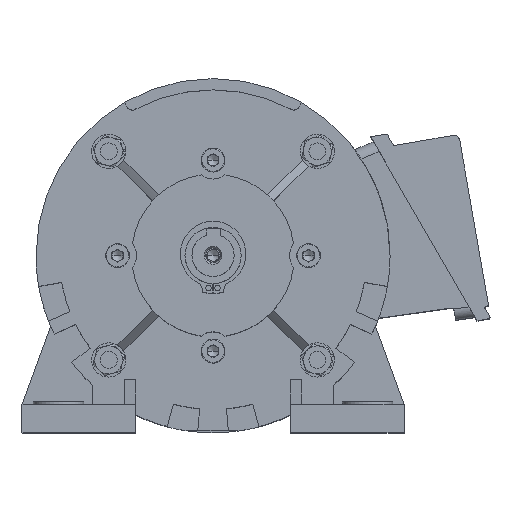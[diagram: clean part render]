
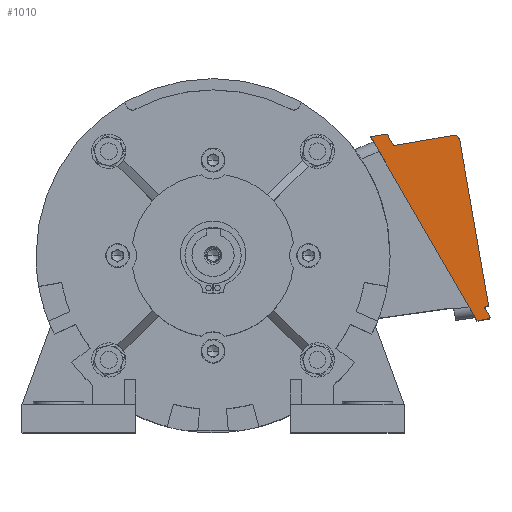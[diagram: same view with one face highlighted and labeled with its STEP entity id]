
A CAD part, top view. The second image highlights one B-rep face of the part: STEP entity #1010.
In plain terms, the highlighted planar face has unit normal (0, 0, 1).
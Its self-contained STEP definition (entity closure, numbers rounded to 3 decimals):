
#793 = ORIENTED_EDGE ( 'NONE', *, *, #9345, .F. ) ;
#838 = ORIENTED_EDGE ( 'NONE', *, *, #9334, .T. ) ;
#845 = ORIENTED_EDGE ( 'NONE', *, *, #846, .F. ) ;
#846 = EDGE_CURVE ( 'NONE', #1019, #901, #12135, .T. ) ;
#849 = ORIENTED_EDGE ( 'NONE', *, *, #906, .T. ) ;
#894 = ORIENTED_EDGE ( 'NONE', *, *, #11276, .F. ) ;
#896 = ORIENTED_EDGE ( 'NONE', *, *, #11322, .T. ) ;
#898 = ORIENTED_EDGE ( 'NONE', *, *, #9385, .T. ) ;
#901 = VERTEX_POINT ( 'NONE', #12303 ) ;
#903 = ORIENTED_EDGE ( 'NONE', *, *, #11105, .T. ) ;
#905 = ORIENTED_EDGE ( 'NONE', *, *, #11316, .T. ) ;
#906 = EDGE_CURVE ( 'NONE', #1019, #11118, #12171, .T. ) ;
#909 = EDGE_LOOP ( 'NONE', ( #991, #793, #903, #905, #1009, #990, #838, #913, #914, #915, #1062, #845, #849, #894, #896, #898 ) ) ;
#913 = ORIENTED_EDGE ( 'NONE', *, *, #11131, .T. ) ;
#914 = ORIENTED_EDGE ( 'NONE', *, *, #11116, .T. ) ;
#915 = ORIENTED_EDGE ( 'NONE', *, *, #3078, .T. ) ;
#990 = ORIENTED_EDGE ( 'NONE', *, *, #3278, .T. ) ;
#991 = ORIENTED_EDGE ( 'NONE', *, *, #8808, .F. ) ;
#1009 = ORIENTED_EDGE ( 'NONE', *, *, #11328, .T. ) ;
#1010 = ADVANCED_FACE ( 'NONE', ( #12378 ), #12377, .T. ) ;
#1019 = VERTEX_POINT ( 'NONE', #12349 ) ;
#1025 = EDGE_CURVE ( 'NONE', #901, #3079, #12405, .T. ) ;
#1062 = ORIENTED_EDGE ( 'NONE', *, *, #1025, .F. ) ;
#3078 = EDGE_CURVE ( 'NONE', #3080, #3079, #18219, .T. ) ;
#3079 = VERTEX_POINT ( 'NONE', #18214 ) ;
#3080 = VERTEX_POINT ( 'NONE', #18213 ) ;
#3211 = VERTEX_POINT ( 'NONE', #18510 ) ;
#3219 = VERTEX_POINT ( 'NONE', #18504 ) ;
#3278 = EDGE_CURVE ( 'NONE', #3211, #3219, #18623, .T. ) ;
#4438 = CARTESIAN_POINT ( 'NONE',  ( 87.771, 41.227, 42. ) ) ;
#4439 = DIRECTION ( 'NONE',  ( -0.172, 0.985, 0. ) ) ;
#4456 = CARTESIAN_POINT ( 'NONE',  ( 85.457, 42.853, 42. ) ) ;
#4485 = VECTOR ( 'NONE', #4439, 1000. ) ;
#4486 = CARTESIAN_POINT ( 'NONE',  ( 98., -17.387, 42. ) ) ;
#4487 = LINE ( 'NONE', #4486, #4485 ) ;
#4523 = DIRECTION ( 'NONE',  ( -0.5, 0.866, 0. ) ) ;
#4524 = VECTOR ( 'NONE', #4523, 1000. ) ;
#4525 = CARTESIAN_POINT ( 'NONE',  ( 64.107, 39.46, 42. ) ) ;
#4526 = LINE ( 'NONE', #4525, #4524 ) ;
#4528 = DIRECTION ( 'NONE',  ( 0., 1., 0. ) ) ;
#4529 = DIRECTION ( 'NONE',  ( 0., 0., 1. ) ) ;
#4530 = CARTESIAN_POINT ( 'NONE',  ( 61.627, 42.755, 42. ) ) ;
#4531 = AXIS2_PLACEMENT_3D ( 'NONE', #4530, #4529, #4528 ) ;
#4532 = CIRCLE ( 'NONE', #4531, 0.5 ) ;
#4548 = CARTESIAN_POINT ( 'NONE',  ( 98.155, -22.436, 42. ) ) ;
#4549 = CARTESIAN_POINT ( 'NONE',  ( 62.06, 43.005, 42. ) ) ;
#4572 = CARTESIAN_POINT ( 'NONE',  ( 98.502, -21.693, 42. ) ) ;
#4573 = DIRECTION ( 'NONE',  ( 0., -1., 0. ) ) ;
#4574 = DIRECTION ( 'NONE',  ( 0., 0., -1. ) ) ;
#4575 = CARTESIAN_POINT ( 'NONE',  ( 98.069, -21.943, 42. ) ) ;
#4576 = AXIS2_PLACEMENT_3D ( 'NONE', #4575, #4574, #4573 ) ;
#4577 = CIRCLE ( 'NONE', #4576, 0.5 ) ;
#4635 = DIRECTION ( 'NONE',  ( -0.5, 0.866, 0. ) ) ;
#4636 = VECTOR ( 'NONE', #4635, 1000. ) ;
#4637 = CARTESIAN_POINT ( 'NONE',  ( 98.502, -21.693, 42. ) ) ;
#4638 = LINE ( 'NONE', #4637, #4636 ) ;
#4640 = DIRECTION ( 'NONE',  ( 0., -1., 0. ) ) ;
#4641 = DIRECTION ( 'NONE',  ( 0., 0., 1. ) ) ;
#4642 = CARTESIAN_POINT ( 'NONE',  ( 85.801, 40.883, 42. ) ) ;
#4643 = AXIS2_PLACEMENT_3D ( 'NONE', #4642, #4641, #4640 ) ;
#4644 = CIRCLE ( 'NONE', #4643, 2. ) ;
#4682 = DIRECTION ( 'NONE',  ( -0.985, -0.172, 0. ) ) ;
#4683 = VECTOR ( 'NONE', #4682, 1000. ) ;
#4684 = CARTESIAN_POINT ( 'NONE',  ( 85.457, 42.853, 42. ) ) ;
#4685 = LINE ( 'NONE', #4684, #4683 ) ;
#7092 = CARTESIAN_POINT ( 'NONE',  ( 97.168, -18.04, 42. ) ) ;
#7093 = DIRECTION ( 'NONE',  ( -0.985, -0.172, 0. ) ) ;
#7094 = VECTOR ( 'NONE', #7093, 1000. ) ;
#7095 = CARTESIAN_POINT ( 'NONE',  ( 96.463, -18.163, 42. ) ) ;
#7096 = LINE ( 'NONE', #7095, #7094 ) ;
#8808 = EDGE_CURVE ( 'NONE', #9087, #8811, #7096, .T. ) ;
#8811 = VERTEX_POINT ( 'NONE', #7092 ) ;
#9087 = VERTEX_POINT ( 'NONE', #12873 ) ;
#9160 = VERTEX_POINT ( 'NONE', #13128 ) ;
#9334 = EDGE_CURVE ( 'NONE', #3219, #9372, #13662, .T. ) ;
#9336 = VERTEX_POINT ( 'NONE', #13666 ) ;
#9345 = EDGE_CURVE ( 'NONE', #9336, #9087, #13642, .T. ) ;
#9372 = VERTEX_POINT ( 'NONE', #13785 ) ;
#9385 = EDGE_CURVE ( 'NONE', #9160, #8811, #13718, .T. ) ;
#11103 = VERTEX_POINT ( 'NONE', #4456 ) ;
#11105 = EDGE_CURVE ( 'NONE', #9336, #11109, #4487, .T. ) ;
#11109 = VERTEX_POINT ( 'NONE', #4438 ) ;
#11116 = EDGE_CURVE ( 'NONE', #11117, #3080, #4532, .T. ) ;
#11117 = VERTEX_POINT ( 'NONE', #4549 ) ;
#11118 = VERTEX_POINT ( 'NONE', #4548 ) ;
#11131 = EDGE_CURVE ( 'NONE', #9372, #11117, #4526, .T. ) ;
#11276 = EDGE_CURVE ( 'NONE', #11279, #11118, #4577, .T. ) ;
#11279 = VERTEX_POINT ( 'NONE', #4572 ) ;
#11316 = EDGE_CURVE ( 'NONE', #11109, #11103, #4644, .T. ) ;
#11322 = EDGE_CURVE ( 'NONE', #11279, #9160, #4638, .T. ) ;
#11328 = EDGE_CURVE ( 'NONE', #11103, #3211, #4685, .T. ) ;
#12132 = DIRECTION ( 'NONE',  ( -0.5, 0.866, 0. ) ) ;
#12133 = VECTOR ( 'NONE', #12132, 1000. ) ;
#12134 = CARTESIAN_POINT ( 'NONE',  ( 93.934, -23.172, 42. ) ) ;
#12135 = LINE ( 'NONE', #12134, #12133 ) ;
#12168 = DIRECTION ( 'NONE',  ( 0.985, 0.172, 0. ) ) ;
#12169 = VECTOR ( 'NONE', #12168, 1000. ) ;
#12170 = CARTESIAN_POINT ( 'NONE',  ( 93.934, -23.172, 42. ) ) ;
#12171 = LINE ( 'NONE', #12170, #12169 ) ;
#12303 = CARTESIAN_POINT ( 'NONE',  ( 56.115, 42.301, 42. ) ) ;
#12349 = CARTESIAN_POINT ( 'NONE',  ( 93.934, -23.172, 42. ) ) ;
#12357 = DIRECTION ( 'NONE',  ( 1., 0., 0. ) ) ;
#12358 = DIRECTION ( 'NONE',  ( 0., 0., 1. ) ) ;
#12359 = CARTESIAN_POINT ( 'NONE',  ( 86.653, 47.63, 42. ) ) ;
#12376 = AXIS2_PLACEMENT_3D ( 'NONE', #12359, #12358, #12357 ) ;
#12377 = PLANE ( 'NONE',  #12376 ) ;
#12378 = FACE_OUTER_BOUND ( 'NONE', #909, .T. ) ;
#12402 = DIRECTION ( 'NONE',  ( 0.985, 0.172, 0. ) ) ;
#12403 = VECTOR ( 'NONE', #12402, 1000. ) ;
#12404 = CARTESIAN_POINT ( 'NONE',  ( 86.653, 47.63, 42. ) ) ;
#12405 = LINE ( 'NONE', #12404, #12403 ) ;
#12873 = CARTESIAN_POINT ( 'NONE',  ( 97.593, -17.966, 42. ) ) ;
#13128 = CARTESIAN_POINT ( 'NONE',  ( 96.821, -18.783, 42. ) ) ;
#13639 = DIRECTION ( 'NONE',  ( 0., -1., 0. ) ) ;
#13640 = DIRECTION ( 'NONE',  ( 0., 0., -1. ) ) ;
#13641 = AXIS2_PLACEMENT_3D ( 'NONE', #13646, #13640, #13639 ) ;
#13642 = CIRCLE ( 'NONE', #13641, 0.5 ) ;
#13646 = CARTESIAN_POINT ( 'NONE',  ( 97.507, -17.473, 42. ) ) ;
#13659 = DIRECTION ( 'NONE',  ( 0., 0., -1. ) ) ;
#13660 = CARTESIAN_POINT ( 'NONE',  ( 64.54, 39.711, 42. ) ) ;
#13661 = AXIS2_PLACEMENT_3D ( 'NONE', #13660, #13659, #13667 ) ;
#13662 = CIRCLE ( 'NONE', #13661, 0.5 ) ;
#13666 = CARTESIAN_POINT ( 'NONE',  ( 98., -17.387, 42. ) ) ;
#13667 = DIRECTION ( 'NONE',  ( 0., -1., 0. ) ) ;
#13718 = CIRCLE ( 'NONE', #13782, 0.5 ) ;
#13782 = AXIS2_PLACEMENT_3D ( 'NONE', #13818, #13817, #13816 ) ;
#13785 = CARTESIAN_POINT ( 'NONE',  ( 64.107, 39.46, 42. ) ) ;
#13816 = DIRECTION ( 'NONE',  ( 0., -1., 0. ) ) ;
#13817 = DIRECTION ( 'NONE',  ( 0., 0., -1. ) ) ;
#13818 = CARTESIAN_POINT ( 'NONE',  ( 97.253, -18.533, 42. ) ) ;
#18213 = CARTESIAN_POINT ( 'NONE',  ( 61.627, 43.255, 42. ) ) ;
#18214 = CARTESIAN_POINT ( 'NONE',  ( 61.541, 43.248, 42. ) ) ;
#18215 = DIRECTION ( 'NONE',  ( 0., 1., 0. ) ) ;
#18216 = DIRECTION ( 'NONE',  ( 0., 0., 1. ) ) ;
#18217 = CARTESIAN_POINT ( 'NONE',  ( 61.627, 42.755, 42. ) ) ;
#18218 = AXIS2_PLACEMENT_3D ( 'NONE', #18217, #18216, #18215 ) ;
#18219 = CIRCLE ( 'NONE', #18218, 0.5 ) ;
#18504 = CARTESIAN_POINT ( 'NONE',  ( 64.54, 39.211, 42. ) ) ;
#18510 = CARTESIAN_POINT ( 'NONE',  ( 64.626, 39.218, 42. ) ) ;
#18619 = DIRECTION ( 'NONE',  ( 0., -1., 0. ) ) ;
#18620 = DIRECTION ( 'NONE',  ( 0., 0., -1. ) ) ;
#18621 = CARTESIAN_POINT ( 'NONE',  ( 64.54, 39.711, 42. ) ) ;
#18622 = AXIS2_PLACEMENT_3D ( 'NONE', #18621, #18620, #18619 ) ;
#18623 = CIRCLE ( 'NONE', #18622, 0.5 ) ;
